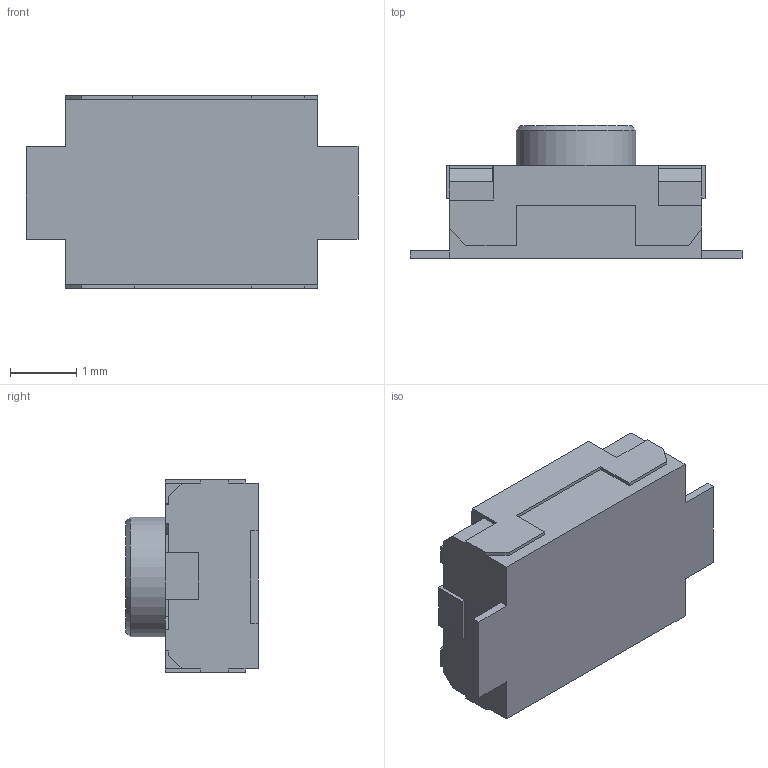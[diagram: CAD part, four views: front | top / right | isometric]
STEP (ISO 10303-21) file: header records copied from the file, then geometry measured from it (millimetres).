
FILE_DESCRIPTION(/* description */ (''),/* implementation_level */ '2;1');
FILE_NAME(/* name */ '3x4x2 tact button.step',/* time_stamp */ '2018-01-17T19:50:01+03:00',/* author */ (''),/* organization */ (''),/* preprocessor_version */ 'ST-DEVELOPER v16.13',/* originating_system */ 'Autodesk Translation Framework v6.5.0.72',/* authorisation */ '');
FILE_SCHEMA (('AUTOMOTIVE_DESIGN { 1 0 10303 214 3 1 1 }'));
Length unit declared in the file: millimetre
Products named in the file (1): 11
Bounding box: 5 x 2 x 2.9 mm (x, y, z)
Volume: 16.8 mm3; surface area: 47.7 mm2
Topology: 1 solids, 1 shells, 80 faces, 230 edges, 153 vertices
Faces by surface type: plane 78, cone 1, cylinder 1
Full cylindrical faces by diameter (mm): 1.8 x1
Entity records: 2602 total; most frequent: CARTESIAN_POINT 464, ORIENTED_EDGE 460, DIRECTION 395, EDGE_CURVE 230, LINE 227, VECTOR 227, VERTEX_POINT 153, AXIS2_PLACEMENT_3D 84
